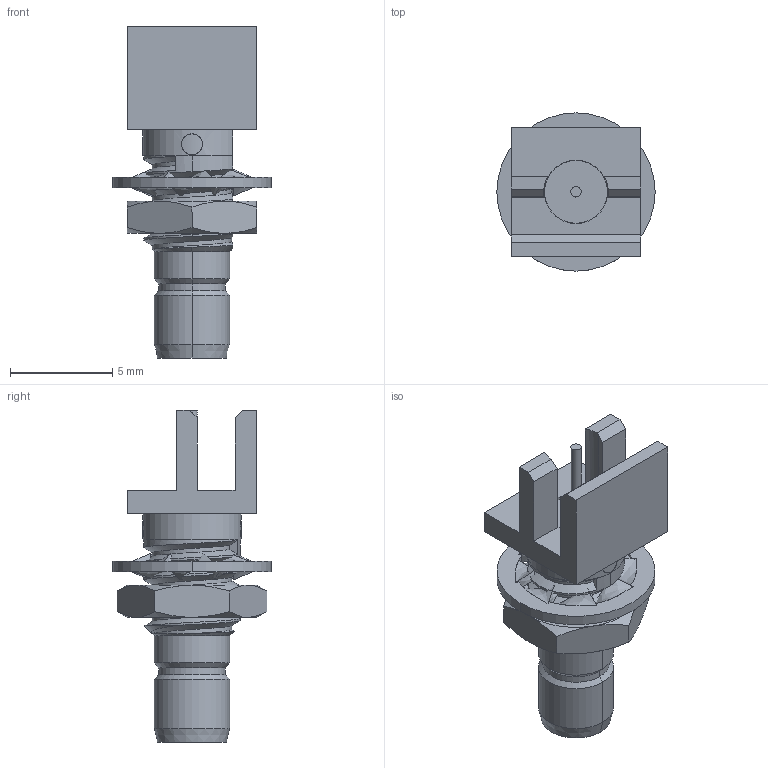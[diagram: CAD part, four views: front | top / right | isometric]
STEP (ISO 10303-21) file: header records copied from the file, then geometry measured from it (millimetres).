
FILE_DESCRIPTION (( 'STEP AP203' ), '1' );
FILE_NAME ('2467000G91P-023.STEP', '2016-11-01T14:49:16', ( 'klewis' ), ( '' ), 'SwSTEP 2.0', 'SolidWorks 2014', '' );
FILE_SCHEMA (( 'CONFIG_CONTROL_DESIGN' ));
Length unit declared in the file: inch
Products named in the file (1): 2467000G91P-023
Bounding box: 7.75 x 7.75 x 16.26 mm (x, y, z)
Volume: 258.4 mm3; surface area: 592.9 mm2
Topology: 2 solids, 2 shells, 189 faces, 510 edges, 341 vertices
Faces by surface type: cylinder 57, plane 55, bspline 45, cone 32
Entity records: 8882 total; most frequent: CARTESIAN_POINT 4608, ORIENTED_EDGE 1020, DIRECTION 662, EDGE_CURVE 510, VERTEX_POINT 341, AXIS2_PLACEMENT_3D 254, EDGE_LOOP 207, B_SPLINE_CURVE_WITH_KNOTS 206
